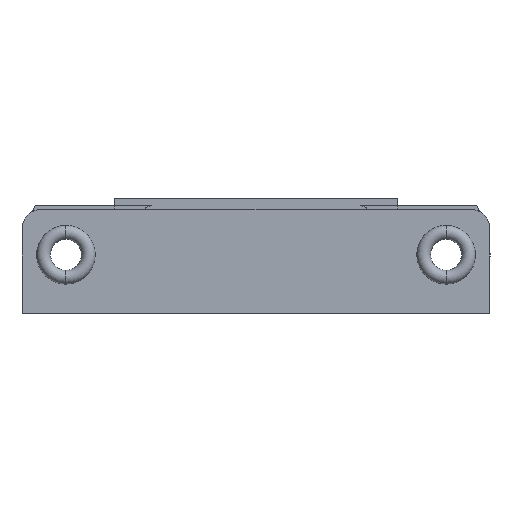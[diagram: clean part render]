
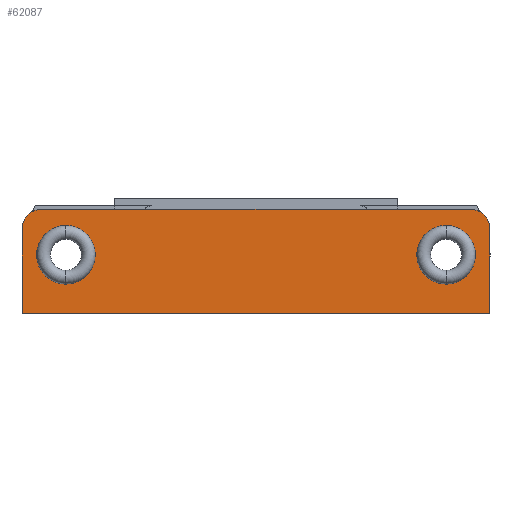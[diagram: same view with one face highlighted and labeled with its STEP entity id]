
A CAD part, front view. The second image highlights one B-rep face of the part: STEP entity #62087.
In plain terms, the highlighted planar face has unit normal (0, -1, 0).
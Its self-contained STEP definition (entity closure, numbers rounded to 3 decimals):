
#4859=DIRECTION('',(1.,0.,0.));
#4860=VECTOR('',#4859,48.);
#4861=CARTESIAN_POINT('',(-24.,-0.7,-6.04));
#4862=LINE('',#4861,#4860);
#4863=DIRECTION('',(0.,0.,-1.));
#4864=VECTOR('',#4863,8.664);
#4865=CARTESIAN_POINT('',(-24.,-0.7,2.624));
#4866=LINE('',#4865,#4864);
#4867=CARTESIAN_POINT('',(-22.,-0.7,2.624));
#4868=DIRECTION('',(0.,-1.,0.));
#4869=DIRECTION('',(0.,0.,1.));
#4870=AXIS2_PLACEMENT_3D('',#4867,#4868,#4869);
#4872=DIRECTION('',(-1.,0.,0.));
#4873=VECTOR('',#4872,44.);
#4874=CARTESIAN_POINT('',(22.,-0.7,4.624));
#4875=LINE('',#4874,#4873);
#4876=CARTESIAN_POINT('',(22.,-0.7,2.624));
#4877=DIRECTION('',(0.,-1.,0.));
#4878=DIRECTION('',(1.,0.,0.));
#4879=AXIS2_PLACEMENT_3D('',#4876,#4877,#4878);
#4881=DIRECTION('',(0.,0.,1.));
#4882=VECTOR('',#4881,8.664);
#4883=CARTESIAN_POINT('',(24.,-0.7,-6.04));
#4884=LINE('',#4883,#4882);
#4885=CARTESIAN_POINT('',(-19.5,-0.7,-0.04));
#4886=DIRECTION('',(0.,-1.,0.));
#4887=DIRECTION('',(0.,0.,-1.));
#4888=AXIS2_PLACEMENT_3D('',#4885,#4886,#4887);
#4890=CARTESIAN_POINT('',(-19.5,-0.7,-0.04));
#4891=DIRECTION('',(0.,-1.,0.));
#4892=DIRECTION('',(0.,0.,1.));
#4893=AXIS2_PLACEMENT_3D('',#4890,#4891,#4892);
#4895=CARTESIAN_POINT('',(19.5,-0.7,-0.04));
#4896=DIRECTION('',(0.,-1.,0.));
#4897=DIRECTION('',(0.,0.,-1.));
#4898=AXIS2_PLACEMENT_3D('',#4895,#4896,#4897);
#4900=CARTESIAN_POINT('',(19.5,-0.7,-0.04));
#4901=DIRECTION('',(0.,-1.,0.));
#4902=DIRECTION('',(0.,0.,1.));
#4903=AXIS2_PLACEMENT_3D('',#4900,#4901,#4902);
#57685=CARTESIAN_POINT('',(-24.,-0.7,-6.04));
#57686=CARTESIAN_POINT('',(24.,-0.7,-6.04));
#57687=VERTEX_POINT('',#57685);
#57688=VERTEX_POINT('',#57686);
#57689=CARTESIAN_POINT('',(24.,-0.7,2.624));
#57690=VERTEX_POINT('',#57689);
#57691=CARTESIAN_POINT('',(22.,-0.7,4.624));
#57692=VERTEX_POINT('',#57691);
#57693=CARTESIAN_POINT('',(-22.,-0.7,4.624));
#57694=VERTEX_POINT('',#57693);
#57695=CARTESIAN_POINT('',(-24.,-0.7,2.624));
#57696=VERTEX_POINT('',#57695);
#57821=CARTESIAN_POINT('',(-19.5,-0.7,-3.046));
#57822=CARTESIAN_POINT('',(-19.5,-0.7,2.966));
#57823=VERTEX_POINT('',#57821);
#57824=VERTEX_POINT('',#57822);
#57841=CARTESIAN_POINT('',(19.5,-0.7,-3.046));
#57842=CARTESIAN_POINT('',(19.5,-0.7,2.966));
#57843=VERTEX_POINT('',#57841);
#57844=VERTEX_POINT('',#57842);
#62058=CARTESIAN_POINT('',(0.,-0.7,-6.04));
#62059=DIRECTION('',(0.,-1.,0.));
#62060=DIRECTION('',(1.,0.,0.));
#62061=AXIS2_PLACEMENT_3D('',#62058,#62059,#62060);
#62062=PLANE('',#62061);
#62064=ORIENTED_EDGE('',*,*,#62063,.F.);
#62066=ORIENTED_EDGE('',*,*,#62065,.F.);
#62068=ORIENTED_EDGE('',*,*,#62067,.F.);
#62070=ORIENTED_EDGE('',*,*,#62069,.F.);
#62071=ORIENTED_EDGE('',*,*,#61871,.F.);
#62073=ORIENTED_EDGE('',*,*,#62072,.F.);
#62074=EDGE_LOOP('',(#62064,#62066,#62068,#62070,#62071,#62073));
#62075=FACE_OUTER_BOUND('',#62074,.F.);
#62077=ORIENTED_EDGE('',*,*,#62076,.T.);
#62079=ORIENTED_EDGE('',*,*,#62078,.T.);
#62080=EDGE_LOOP('',(#62077,#62079));
#62081=FACE_BOUND('',#62080,.F.);
#62083=ORIENTED_EDGE('',*,*,#62082,.T.);
#62084=ORIENTED_EDGE('',*,*,#62046,.T.);
#62085=EDGE_LOOP('',(#62083,#62084));
#62086=FACE_BOUND('',#62085,.F.);
#62087=ADVANCED_FACE('',(#62075,#62081,#62086),#62062,.T.);
#4871=CIRCLE('',#4870,2.);
#4880=CIRCLE('',#4879,2.);
#4889=CIRCLE('',#4888,3.006);
#4894=CIRCLE('',#4893,3.006);
#4899=CIRCLE('',#4898,3.006);
#4904=CIRCLE('',#4903,3.006);
#61871=EDGE_CURVE('',#57690,#57692,#4880,.T.);
#62046=EDGE_CURVE('',#57844,#57843,#4904,.T.);
#62063=EDGE_CURVE('',#57687,#57688,#4862,.T.);
#62065=EDGE_CURVE('',#57696,#57687,#4866,.T.);
#62067=EDGE_CURVE('',#57694,#57696,#4871,.T.);
#62069=EDGE_CURVE('',#57692,#57694,#4875,.T.);
#62072=EDGE_CURVE('',#57688,#57690,#4884,.T.);
#62076=EDGE_CURVE('',#57823,#57824,#4889,.T.);
#62078=EDGE_CURVE('',#57824,#57823,#4894,.T.);
#62082=EDGE_CURVE('',#57843,#57844,#4899,.T.);
